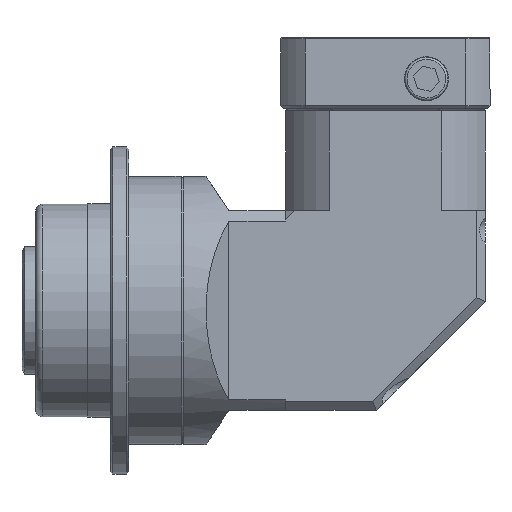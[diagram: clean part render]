
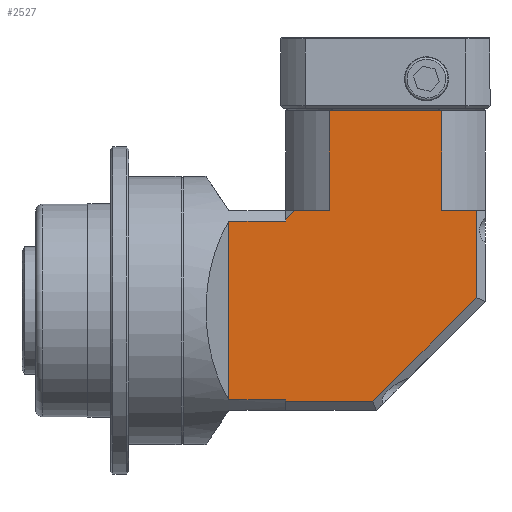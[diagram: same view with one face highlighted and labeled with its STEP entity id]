
A CAD part, left-side view. The second image highlights one B-rep face of the part: STEP entity #2527.
In plain terms, the highlighted planar face has unit normal (-1, 0, 0).
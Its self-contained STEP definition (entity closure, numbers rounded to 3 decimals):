
#701=CARTESIAN_POINT('',(-45.146,-0.798,-26.903));
#702=VERTEX_POINT('',#701);
#710=CARTESIAN_POINT('',(-45.146,11.702,-26.903));
#711=VERTEX_POINT('',#710);
#712=CARTESIAN_POINT('',(-45.146,-0.798,-26.903));
#713=DIRECTION('',(0.0,1.0,0.0));
#714=VECTOR('',#713,12.5);
#715=LINE('',#712,#714);
#716=EDGE_CURVE('',#702,#711,#715,.T.);
#718=CARTESIAN_POINT('',(-45.146,11.702,12.403));
#719=VERTEX_POINT('',#718);
#727=CARTESIAN_POINT('',(-45.146,-0.798,12.403));
#728=VERTEX_POINT('',#727);
#729=CARTESIAN_POINT('',(-45.146,11.702,12.403));
#730=DIRECTION('',(0.0,-1.0,0.0));
#731=VECTOR('',#730,12.5);
#732=LINE('',#729,#731);
#733=EDGE_CURVE('',#719,#728,#732,.T.);
#2375=CARTESIAN_POINT('',(-45.146,-2.798,14.75));
#2376=VERTEX_POINT('',#2375);
#2383=CARTESIAN_POINT('',(-45.146,-10.406,14.75));
#2384=VERTEX_POINT('',#2383);
#2385=CARTESIAN_POINT('',(-45.146,-2.798,14.75));
#2386=DIRECTION('',(0.0,-1.0,0.0));
#2387=VECTOR('',#2386,7.608);
#2388=LINE('',#2385,#2387);
#2389=EDGE_CURVE('',#2376,#2384,#2388,.T.);
#2423=CARTESIAN_POINT('',(-45.146,-0.798,12.75));
#2424=VERTEX_POINT('',#2423);
#2425=CARTESIAN_POINT('',(-45.146,-0.798,12.403));
#2426=DIRECTION('',(0.0,0.0,1.0));
#2427=VECTOR('',#2426,0.347);
#2428=LINE('',#2425,#2427);
#2429=EDGE_CURVE('',#728,#2424,#2428,.T.);
#2442=CARTESIAN_POINT('',(-45.146,-44.798,36.75));
#2443=DIRECTION('',(1.0,0.0,0.0));
#2444=DIRECTION('',(0.0,0.0,-1.0));
#2445=AXIS2_PLACEMENT_3D('',#2442,#2443,#2444);
#2446=PLANE('',#2445);
#2447=CARTESIAN_POINT('',(-45.146,-0.798,12.75));
#2448=DIRECTION('',(0.0,-0.707,0.707));
#2449=VECTOR('',#2448,2.828);
#2450=LINE('',#2447,#2449);
#2451=EDGE_CURVE('',#2424,#2376,#2450,.T.);
#2452=ORIENTED_EDGE('',*,*,#2451,.F.);
#2453=ORIENTED_EDGE('',*,*,#2429,.F.);
#2454=ORIENTED_EDGE('',*,*,#733,.F.);
#2455=CARTESIAN_POINT('',(-45.146,11.702,-26.903));
#2456=DIRECTION('',(0.0,0.0,1.0));
#2457=VECTOR('',#2456,39.306);
#2458=LINE('',#2455,#2457);
#2459=EDGE_CURVE('',#711,#719,#2458,.T.);
#2460=ORIENTED_EDGE('',*,*,#2459,.F.);
#2461=ORIENTED_EDGE('',*,*,#716,.F.);
#2462=CARTESIAN_POINT('',(-45.146,-0.798,-27.25));
#2463=VERTEX_POINT('',#2462);
#2464=CARTESIAN_POINT('',(-45.146,-0.798,-27.25));
#2465=DIRECTION('',(0.0,0.0,1.0));
#2466=VECTOR('',#2465,0.347);
#2467=LINE('',#2464,#2466);
#2468=EDGE_CURVE('',#2463,#702,#2467,.T.);
#2469=ORIENTED_EDGE('',*,*,#2468,.F.);
#2470=CARTESIAN_POINT('',(-45.146,-19.97,-27.25));
#2471=VERTEX_POINT('',#2470);
#2472=CARTESIAN_POINT('',(-45.146,-0.798,-27.25));
#2473=DIRECTION('',(0.0,-1.0,0.0));
#2474=VECTOR('',#2473,19.172);
#2475=LINE('',#2472,#2474);
#2476=EDGE_CURVE('',#2463,#2471,#2475,.T.);
#2477=ORIENTED_EDGE('',*,*,#2476,.T.);
#2478=CARTESIAN_POINT('',(-45.146,-42.798,-4.422));
#2479=VERTEX_POINT('',#2478);
#2480=CARTESIAN_POINT('',(-45.146,-19.97,-27.25));
#2481=DIRECTION('',(0.0,-0.707,0.707));
#2482=VECTOR('',#2481,32.284);
#2483=LINE('',#2480,#2482);
#2484=EDGE_CURVE('',#2471,#2479,#2483,.T.);
#2485=ORIENTED_EDGE('',*,*,#2484,.T.);
#2486=CARTESIAN_POINT('',(-45.146,-42.798,14.75));
#2487=VERTEX_POINT('',#2486);
#2488=CARTESIAN_POINT('',(-45.146,-42.798,-4.422));
#2489=DIRECTION('',(0.0,0.0,1.0));
#2490=VECTOR('',#2489,19.172);
#2491=LINE('',#2488,#2490);
#2492=EDGE_CURVE('',#2479,#2487,#2491,.T.);
#2493=ORIENTED_EDGE('',*,*,#2492,.T.);
#2494=CARTESIAN_POINT('',(-45.146,-35.19,14.75));
#2495=VERTEX_POINT('',#2494);
#2496=CARTESIAN_POINT('',(-45.146,-35.19,14.75));
#2497=DIRECTION('',(0.0,-1.0,0.0));
#2498=VECTOR('',#2497,7.608);
#2499=LINE('',#2496,#2498);
#2500=EDGE_CURVE('',#2495,#2487,#2499,.T.);
#2501=ORIENTED_EDGE('',*,*,#2500,.F.);
#2502=CARTESIAN_POINT('',(-45.146,-35.19,36.75));
#2503=VERTEX_POINT('',#2502);
#2504=CARTESIAN_POINT('',(-45.146,-35.19,36.75));
#2505=DIRECTION('',(0.0,0.0,-1.0));
#2506=VECTOR('',#2505,22.0);
#2507=LINE('',#2504,#2506);
#2508=EDGE_CURVE('',#2503,#2495,#2507,.T.);
#2509=ORIENTED_EDGE('',*,*,#2508,.F.);
#2510=CARTESIAN_POINT('',(-45.146,-10.406,36.75));
#2511=VERTEX_POINT('',#2510);
#2512=CARTESIAN_POINT('',(-45.146,-10.406,36.75));
#2513=DIRECTION('',(0.0,-1.0,0.0));
#2514=VECTOR('',#2513,24.784);
#2515=LINE('',#2512,#2514);
#2516=EDGE_CURVE('',#2511,#2503,#2515,.T.);
#2517=ORIENTED_EDGE('',*,*,#2516,.F.);
#2518=CARTESIAN_POINT('',(-45.146,-10.406,14.75));
#2519=DIRECTION('',(0.0,0.0,1.0));
#2520=VECTOR('',#2519,22.0);
#2521=LINE('',#2518,#2520);
#2522=EDGE_CURVE('',#2384,#2511,#2521,.T.);
#2523=ORIENTED_EDGE('',*,*,#2522,.F.);
#2524=ORIENTED_EDGE('',*,*,#2389,.F.);
#2525=EDGE_LOOP('',(#2452,#2453,#2454,#2460,#2461,#2469,#2477,#2485,#2493,#2501,#2509,#2517,#2523,#2524));
#2526=FACE_OUTER_BOUND('',#2525,.T.);
#2527=ADVANCED_FACE('',(#2526),#2446,.F.);
